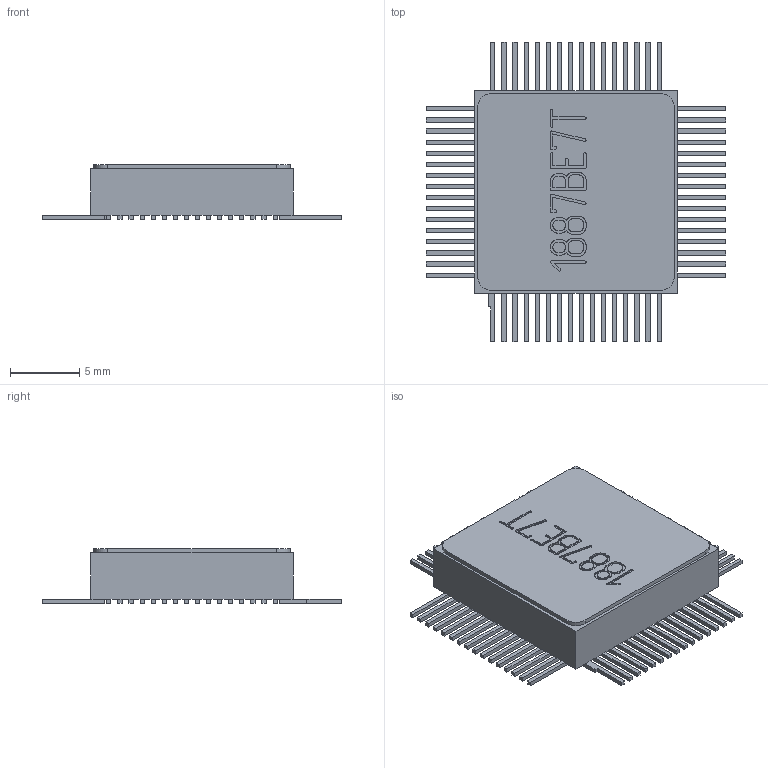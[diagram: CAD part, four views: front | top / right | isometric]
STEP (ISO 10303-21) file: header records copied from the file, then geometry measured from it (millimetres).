
FILE_DESCRIPTION(('STEP AP214'), '1');
FILE_NAME('1887ﾂﾅ7ﾒ', '2018-11-01T15:08:11', ('user'), (''), 'ASCON STEP Converter 1.3', 'ASCON Math Kernel', '');
FILE_SCHEMA(('AUTOMOTIVE_DESIGN { 1 0 10303 214 3 1 1}'));
Length unit declared in the file: millimetre
Bounding box: 21.6 x 21.6 x 3.95 mm (x, y, z)
Volume: 799.6 mm3; surface area: 965.9 mm2
Topology: 1 solids, 1 shells, 853 faces, 2380 edges, 1544 vertices
Faces by surface type: plane 605, cylinder 248
Entity records: 33974 total; most frequent: CARTESIAN_POINT 4778, ORIENTED_EDGE 4760, DIRECTION 4584, EDGE_CURVE 2380, LINE 1884, VECTOR 1884, VERTEX_POINT 1544, AXIS2_PLACEMENT_3D 1350
